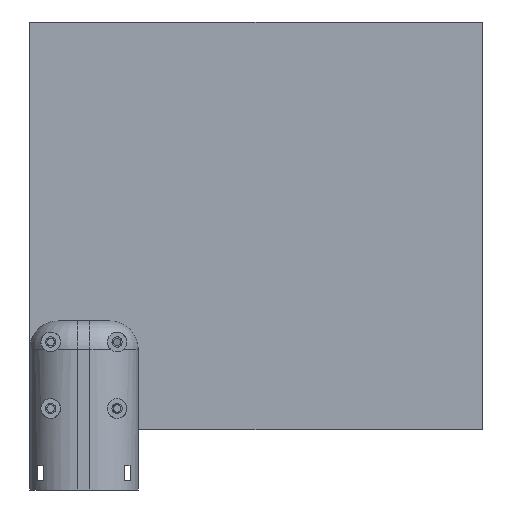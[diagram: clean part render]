
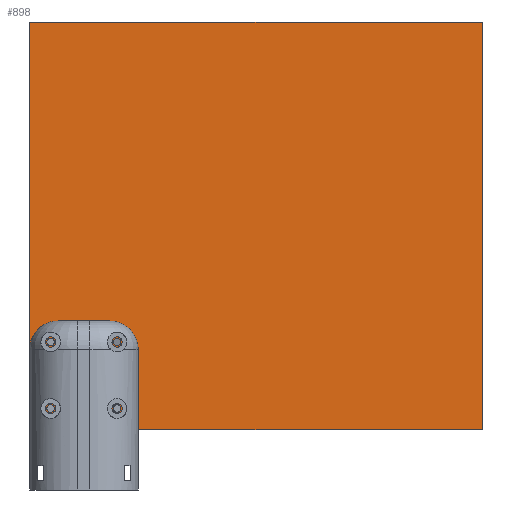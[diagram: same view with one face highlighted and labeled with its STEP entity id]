
A CAD part, front view. The second image highlights one B-rep face of the part: STEP entity #898.
In plain terms, the highlighted planar face has unit normal (0, -1, 0).
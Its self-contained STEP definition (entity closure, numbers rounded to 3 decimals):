
#15 = EDGE_CURVE ( 'NONE', #428, #2745, #4748, .T. ) ;
#23 = AXIS2_PLACEMENT_3D ( 'NONE', #3317, #4850, #2113 ) ;
#50 = VERTEX_POINT ( 'NONE', #716 ) ;
#68 = CARTESIAN_POINT ( 'NONE',  ( 165., 23.715, 150. ) ) ;
#99 = LINE ( 'NONE', #1473, #1709 ) ;
#103 = CARTESIAN_POINT ( 'NONE',  ( 30., 23.715, 150. ) ) ;
#105 = AXIS2_PLACEMENT_3D ( 'NONE', #3989, #2411, #2429 ) ;
#140 = EDGE_CURVE ( 'NONE', #2243, #3165, #1824, .T. ) ;
#161 = DIRECTION ( 'NONE',  ( 0., 0., -1. ) ) ;
#163 = CARTESIAN_POINT ( 'NONE',  ( 37., 23.715, 121. ) ) ;
#173 = EDGE_CURVE ( 'NONE', #1708, #3146, #3888, .T. ) ;
#192 = DIRECTION ( 'NONE',  ( 0., 0., -1. ) ) ;
#213 = CARTESIAN_POINT ( 'NONE',  ( 37., 23.715, 143. ) ) ;
#278 = DIRECTION ( 'NONE',  ( 0., 0., -1. ) ) ;
#303 = DIRECTION ( 'NONE',  ( 1., 0., 0. ) ) ;
#385 = AXIS2_PLACEMENT_3D ( 'NONE', #4427, #3659, #161 ) ;
#387 = CARTESIAN_POINT ( 'NONE',  ( 59., 23.715, 119.75 ) ) ;
#390 = CARTESIAN_POINT ( 'NONE',  ( 37., 23.715, 144.25 ) ) ;
#428 = VERTEX_POINT ( 'NONE', #2058 ) ;
#484 = EDGE_CURVE ( 'NONE', #2745, #428, #712, .T. ) ;
#565 = AXIS2_PLACEMENT_3D ( 'NONE', #213, #2482, #1742 ) ;
#588 = ORIENTED_EDGE ( 'NONE', *, *, #2215, .F. ) ;
#620 = DIRECTION ( 'NONE',  ( 0., -1., 0. ) ) ;
#712 = CIRCLE ( 'NONE', #23, 12.5 ) ;
#716 = CARTESIAN_POINT ( 'NONE',  ( 37., 23.715, 122.25 ) ) ;
#898 = ADVANCED_FACE ( 'NONE', ( #4316, #4016, #3945, #2865, #3884, #2138 ), #3167, .F. ) ;
#935 = CIRCLE ( 'NONE', #565, 1.25 ) ;
#966 = VERTEX_POINT ( 'NONE', #986 ) ;
#980 = CARTESIAN_POINT ( 'NONE',  ( 165., 23.715, 150. ) ) ;
#986 = CARTESIAN_POINT ( 'NONE',  ( 37., 23.715, 141.75 ) ) ;
#1115 = EDGE_LOOP ( 'NONE', ( #2284, #2171 ) ) ;
#1118 = DIRECTION ( 'NONE',  ( 0., -1., 0. ) ) ;
#1161 = VECTOR ( 'NONE', #278, 1000. ) ;
#1277 = DIRECTION ( 'NONE',  ( 0., 1., 0. ) ) ;
#1325 = ORIENTED_EDGE ( 'NONE', *, *, #3568, .F. ) ;
#1365 = DIRECTION ( 'NONE',  ( 0., 0., -1. ) ) ;
#1383 = DIRECTION ( 'NONE',  ( 0., 0., -1. ) ) ;
#1405 = EDGE_CURVE ( 'NONE', #2785, #1730, #99, .T. ) ;
#1468 = EDGE_LOOP ( 'NONE', ( #1706, #3730 ) ) ;
#1473 = CARTESIAN_POINT ( 'NONE',  ( 30., 23.715, 150. ) ) ;
#1519 = CIRCLE ( 'NONE', #3495, 1.25 ) ;
#1614 = EDGE_LOOP ( 'NONE', ( #588, #3142 ) ) ;
#1631 = ORIENTED_EDGE ( 'NONE', *, *, #1405, .F. ) ;
#1706 = ORIENTED_EDGE ( 'NONE', *, *, #4002, .F. ) ;
#1708 = VERTEX_POINT ( 'NONE', #2065 ) ;
#1709 = VECTOR ( 'NONE', #303, 1000. ) ;
#1730 = VERTEX_POINT ( 'NONE', #980 ) ;
#1742 = DIRECTION ( 'NONE',  ( 0., 0., -1. ) ) ;
#1753 = CARTESIAN_POINT ( 'NONE',  ( 37., 23.715, 143. ) ) ;
#1824 = CIRCLE ( 'NONE', #4859, 1.25 ) ;
#1846 = CARTESIAN_POINT ( 'NONE',  ( 30., 23.715, 0. ) ) ;
#2058 = CARTESIAN_POINT ( 'NONE',  ( 48., 23.715, 119.5 ) ) ;
#2065 = CARTESIAN_POINT ( 'NONE',  ( 30., 23.715, 0. ) ) ;
#2113 = DIRECTION ( 'NONE',  ( 0., 0., 1. ) ) ;
#2138 = FACE_BOUND ( 'NONE', #1614, .T. ) ;
#2171 = ORIENTED_EDGE ( 'NONE', *, *, #4459, .F. ) ;
#2215 = EDGE_CURVE ( 'NONE', #2566, #3226, #2436, .T. ) ;
#2243 = VERTEX_POINT ( 'NONE', #3988 ) ;
#2272 = CARTESIAN_POINT ( 'NONE',  ( 37., 23.715, 121. ) ) ;
#2284 = ORIENTED_EDGE ( 'NONE', *, *, #3413, .F. ) ;
#2311 = EDGE_LOOP ( 'NONE', ( #4855, #1325, #1631, #3595 ) ) ;
#2318 = DIRECTION ( 'NONE',  ( 0., 0., -1. ) ) ;
#2353 = ORIENTED_EDGE ( 'NONE', *, *, #15, .T. ) ;
#2411 = DIRECTION ( 'NONE',  ( 0., -1., 0. ) ) ;
#2429 = DIRECTION ( 'NONE',  ( 0., 0., -1. ) ) ;
#2436 = CIRCLE ( 'NONE', #385, 1.25 ) ;
#2478 = CIRCLE ( 'NONE', #4094, 1.25 ) ;
#2482 = DIRECTION ( 'NONE',  ( 0., -1., 0. ) ) ;
#2566 = VERTEX_POINT ( 'NONE', #387 ) ;
#2615 = VERTEX_POINT ( 'NONE', #3919 ) ;
#2621 = DIRECTION ( 'NONE',  ( 0., 1., 0. ) ) ;
#2666 = EDGE_LOOP ( 'NONE', ( #3833, #2353 ) ) ;
#2686 = CARTESIAN_POINT ( 'NONE',  ( 165., 23.715, 0. ) ) ;
#2745 = VERTEX_POINT ( 'NONE', #3240 ) ;
#2785 = VERTEX_POINT ( 'NONE', #4755 ) ;
#2865 = FACE_BOUND ( 'NONE', #2666, .T. ) ;
#2913 = EDGE_LOOP ( 'NONE', ( #4488, #3208 ) ) ;
#3034 = AXIS2_PLACEMENT_3D ( 'NONE', #3342, #2621, #3370 ) ;
#3126 = DIRECTION ( 'NONE',  ( 0., 0., -1. ) ) ;
#3142 = ORIENTED_EDGE ( 'NONE', *, *, #4373, .F. ) ;
#3146 = VERTEX_POINT ( 'NONE', #2686 ) ;
#3165 = VERTEX_POINT ( 'NONE', #3952 ) ;
#3167 = PLANE ( 'NONE',  #3170 ) ;
#3170 = AXIS2_PLACEMENT_3D ( 'NONE', #103, #1277, #3946 ) ;
#3208 = ORIENTED_EDGE ( 'NONE', *, *, #4545, .F. ) ;
#3222 = CARTESIAN_POINT ( 'NONE',  ( 59., 23.715, 143. ) ) ;
#3226 = VERTEX_POINT ( 'NONE', #4311 ) ;
#3240 = CARTESIAN_POINT ( 'NONE',  ( 48., 23.715, 144.5 ) ) ;
#3308 = AXIS2_PLACEMENT_3D ( 'NONE', #1753, #620, #192 ) ;
#3317 = CARTESIAN_POINT ( 'NONE',  ( 48., 23.715, 132. ) ) ;
#3342 = CARTESIAN_POINT ( 'NONE',  ( 48., 23.715, 132. ) ) ;
#3370 = DIRECTION ( 'NONE',  ( 0., 0., 1. ) ) ;
#3413 = EDGE_CURVE ( 'NONE', #2615, #50, #1519, .T. ) ;
#3435 = DIRECTION ( 'NONE',  ( 0., -1., 0. ) ) ;
#3495 = AXIS2_PLACEMENT_3D ( 'NONE', #2272, #1118, #4616 ) ;
#3568 = EDGE_CURVE ( 'NONE', #1730, #3146, #3982, .T. ) ;
#3582 = VERTEX_POINT ( 'NONE', #390 ) ;
#3595 = ORIENTED_EDGE ( 'NONE', *, *, #4610, .T. ) ;
#3659 = DIRECTION ( 'NONE',  ( 0., -1., 0. ) ) ;
#3730 = ORIENTED_EDGE ( 'NONE', *, *, #4515, .F. ) ;
#3780 = CIRCLE ( 'NONE', #3996, 1.25 ) ;
#3826 = DIRECTION ( 'NONE',  ( 1., 0., 0. ) ) ;
#3833 = ORIENTED_EDGE ( 'NONE', *, *, #484, .T. ) ;
#3884 = FACE_OUTER_BOUND ( 'NONE', #2311, .T. ) ;
#3888 = LINE ( 'NONE', #1846, #4924 ) ;
#3916 = VECTOR ( 'NONE', #3126, 1000. ) ;
#3919 = CARTESIAN_POINT ( 'NONE',  ( 37., 23.715, 119.75 ) ) ;
#3945 = FACE_BOUND ( 'NONE', #1468, .T. ) ;
#3946 = DIRECTION ( 'NONE',  ( 0., 0., 1. ) ) ;
#3952 = CARTESIAN_POINT ( 'NONE',  ( 59., 23.715, 144.25 ) ) ;
#3982 = LINE ( 'NONE', #68, #3916 ) ;
#3988 = CARTESIAN_POINT ( 'NONE',  ( 59., 23.715, 141.75 ) ) ;
#3989 = CARTESIAN_POINT ( 'NONE',  ( 59., 23.715, 121. ) ) ;
#3996 = AXIS2_PLACEMENT_3D ( 'NONE', #163, #4429, #1383 ) ;
#4002 = EDGE_CURVE ( 'NONE', #966, #3582, #4044, .T. ) ;
#4016 = FACE_BOUND ( 'NONE', #1115, .T. ) ;
#4038 = LINE ( 'NONE', #4479, #1161 ) ;
#4044 = CIRCLE ( 'NONE', #3308, 1.25 ) ;
#4057 = DIRECTION ( 'NONE',  ( 0., -1., 0. ) ) ;
#4094 = AXIS2_PLACEMENT_3D ( 'NONE', #3222, #4057, #1365 ) ;
#4204 = CARTESIAN_POINT ( 'NONE',  ( 59., 23.715, 143. ) ) ;
#4311 = CARTESIAN_POINT ( 'NONE',  ( 59., 23.715, 122.25 ) ) ;
#4316 = FACE_BOUND ( 'NONE', #2913, .T. ) ;
#4373 = EDGE_CURVE ( 'NONE', #3226, #2566, #4401, .T. ) ;
#4401 = CIRCLE ( 'NONE', #105, 1.25 ) ;
#4427 = CARTESIAN_POINT ( 'NONE',  ( 59., 23.715, 121. ) ) ;
#4429 = DIRECTION ( 'NONE',  ( 0., -1., 0. ) ) ;
#4459 = EDGE_CURVE ( 'NONE', #50, #2615, #3780, .T. ) ;
#4479 = CARTESIAN_POINT ( 'NONE',  ( 30., 23.715, 150. ) ) ;
#4488 = ORIENTED_EDGE ( 'NONE', *, *, #140, .F. ) ;
#4515 = EDGE_CURVE ( 'NONE', #3582, #966, #935, .T. ) ;
#4545 = EDGE_CURVE ( 'NONE', #3165, #2243, #2478, .T. ) ;
#4610 = EDGE_CURVE ( 'NONE', #2785, #1708, #4038, .T. ) ;
#4616 = DIRECTION ( 'NONE',  ( 0., 0., -1. ) ) ;
#4748 = CIRCLE ( 'NONE', #3034, 12.5 ) ;
#4755 = CARTESIAN_POINT ( 'NONE',  ( 30., 23.715, 150. ) ) ;
#4850 = DIRECTION ( 'NONE',  ( 0., 1., 0. ) ) ;
#4855 = ORIENTED_EDGE ( 'NONE', *, *, #173, .T. ) ;
#4859 = AXIS2_PLACEMENT_3D ( 'NONE', #4204, #3435, #2318 ) ;
#4924 = VECTOR ( 'NONE', #3826, 1000. ) ;
